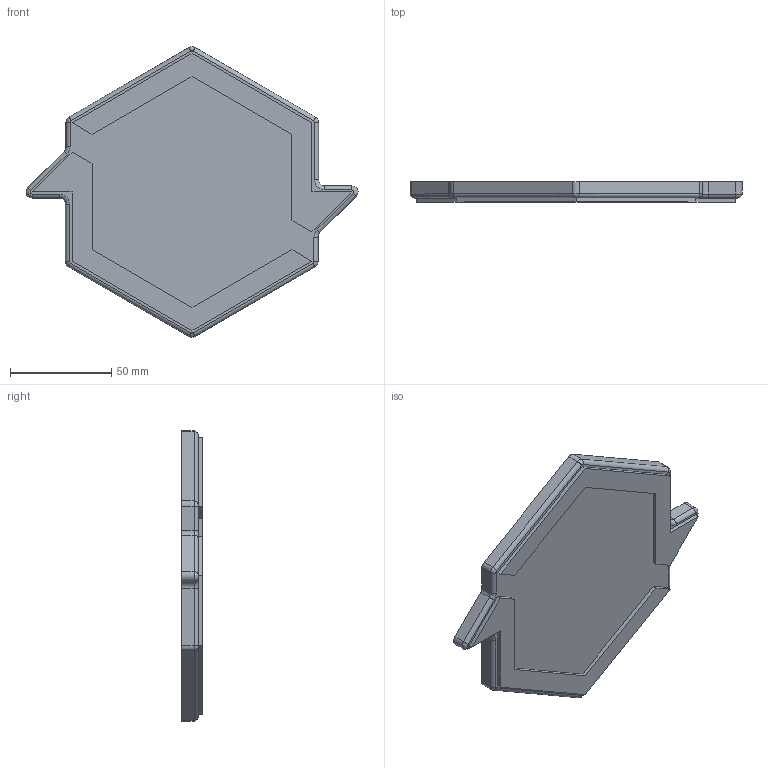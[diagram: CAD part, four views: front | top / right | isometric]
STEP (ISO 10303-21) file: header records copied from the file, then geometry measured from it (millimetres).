
FILE_DESCRIPTION(/* description */ (''),/* implementation_level */ '2;1');
FILE_NAME(/* name */ 'Medalion Blanks.step',/* time_stamp */ '2024-07-18T20:52:26+02:00',/* author */ (''),/* organization */ (''),/* preprocessor_version */ 'ST-DEVELOPER v20',/* originating_system */ 'Autodesk Translation Framework v13.14.0.145',/* authorisation */ '');
FILE_SCHEMA (('AUTOMOTIVE_DESIGN { 1 0 10303 214 3 1 1 }'));
Length unit declared in the file: millimetre
Products named in the file (1): Medalion Blanks
Bounding box: 163.99 x 10 x 143.41 mm (x, y, z)
Volume: 119037 mm3; surface area: 41416.6 mm2
Topology: 3 solids, 3 shells, 86 faces, 198 edges, 124 vertices
Faces by surface type: plane 44, cylinder 30, bspline 8, torus 4
Full cylindrical faces by diameter (mm): 4.7 x6
Entity records: 2511 total; most frequent: CARTESIAN_POINT 485, DIRECTION 428, ORIENTED_EDGE 396, EDGE_CURVE 198, AXIS2_PLACEMENT_3D 151, LINE 126, VECTOR 126, VERTEX_POINT 124
